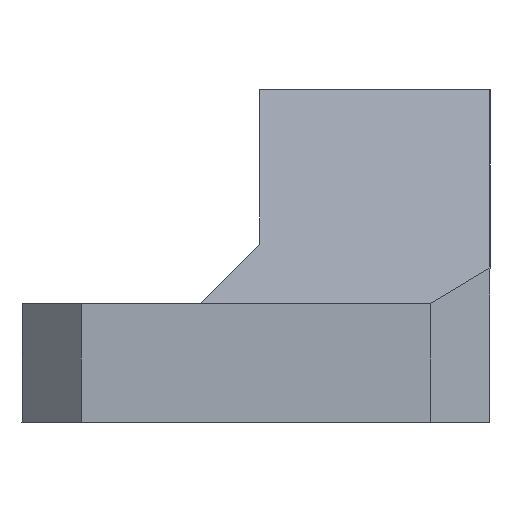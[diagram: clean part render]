
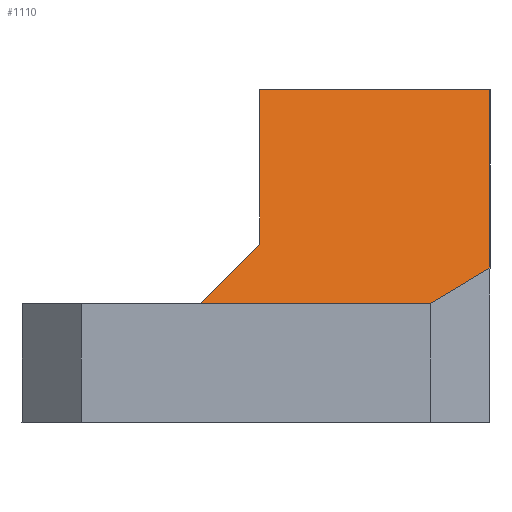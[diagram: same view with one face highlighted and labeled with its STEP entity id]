
A CAD part, front view. The second image highlights one B-rep face of the part: STEP entity #1110.
In plain terms, the highlighted planar face has unit normal (0, -0.514, 0.858).
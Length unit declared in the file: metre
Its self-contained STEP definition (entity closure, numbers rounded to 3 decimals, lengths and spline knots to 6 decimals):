
#79=LINE('',#1671,#176);
#124=LINE('',#1836,#221);
#131=LINE('',#1866,#228);
#133=LINE('',#1870,#230);
#139=LINE('',#1893,#236);
#140=LINE('',#1894,#237);
#176=VECTOR('',#1319,1.);
#221=VECTOR('',#1498,1.);
#228=VECTOR('',#1523,1.);
#230=VECTOR('',#1527,1.);
#236=VECTOR('',#1559,1.);
#237=VECTOR('',#1560,1.);
#522=ORIENTED_EDGE('',*,*,#685,.F.);
#523=ORIENTED_EDGE('',*,*,#695,.T.);
#524=ORIENTED_EDGE('',*,*,#593,.F.);
#525=ORIENTED_EDGE('',*,*,#671,.F.);
#526=ORIENTED_EDGE('',*,*,#683,.F.);
#527=ORIENTED_EDGE('',*,*,#696,.T.);
#593=EDGE_CURVE('',#743,#744,#79,.T.);
#671=EDGE_CURVE('',#792,#743,#124,.T.);
#683=EDGE_CURVE('',#797,#792,#131,.T.);
#685=EDGE_CURVE('',#798,#699,#133,.T.);
#695=EDGE_CURVE('',#798,#744,#139,.F.);
#696=EDGE_CURVE('',#797,#699,#140,.F.);
#699=VERTEX_POINT('',#1576);
#743=VERTEX_POINT('',#1672);
#744=VERTEX_POINT('',#1673);
#792=VERTEX_POINT('',#1837);
#797=VERTEX_POINT('',#1865);
#798=VERTEX_POINT('',#1869);
#931=EDGE_LOOP('',(#522,#523,#524,#525,#526,#527));
#1014=FACE_BOUND('',#931,.T.);
#1049=PLANE('',#1237);
#1110=ADVANCED_FACE('',(#1014),#1049,.T.);
#1237=AXIS2_PLACEMENT_3D('',#1892,#1557,#1558);
#1319=DIRECTION('',(0.,-0.857,-0.514));
#1498=DIRECTION('',(1.,0.,0.));
#1523=DIRECTION('',(0.,0.857,0.514));
#1527=DIRECTION('',(-1.,0.,0.));
#1557=DIRECTION('',(0.,-0.514,0.857));
#1558=DIRECTION('',(0.,-0.857,-0.514));
#1559=DIRECTION('',(-0.651,-0.651,-0.391));
#1560=DIRECTION('',(0.457,0.762,0.457));
#1576=CARTESIAN_POINT('',(-0.00935,-0.0329,-0.018));
#1671=CARTESIAN_POINT('',(0.015,-0.0179,-0.009));
#1672=CARTESIAN_POINT('',(0.015,-0.0029,0.));
#1673=CARTESIAN_POINT('',(0.015,-0.0279,-0.015));
#1836=CARTESIAN_POINT('',(0.,-0.0029,0.));
#1837=CARTESIAN_POINT('',(-0.00435,-0.0029,0.));
#1865=CARTESIAN_POINT('',(-0.00435,-0.024567,-0.013));
#1866=CARTESIAN_POINT('',(-0.00435,-0.0179,-0.009));
#1869=CARTESIAN_POINT('',(0.01,-0.0329,-0.018));
#1870=CARTESIAN_POINT('',(0.005325,-0.0329,-0.018));
#1892=CARTESIAN_POINT('',(-0.004352,-0.0179,-0.009));
#1893=CARTESIAN_POINT('',(0.012563,-0.030337,-0.016462));
#1894=CARTESIAN_POINT('',(0.003635,-0.011258,-0.005015));
